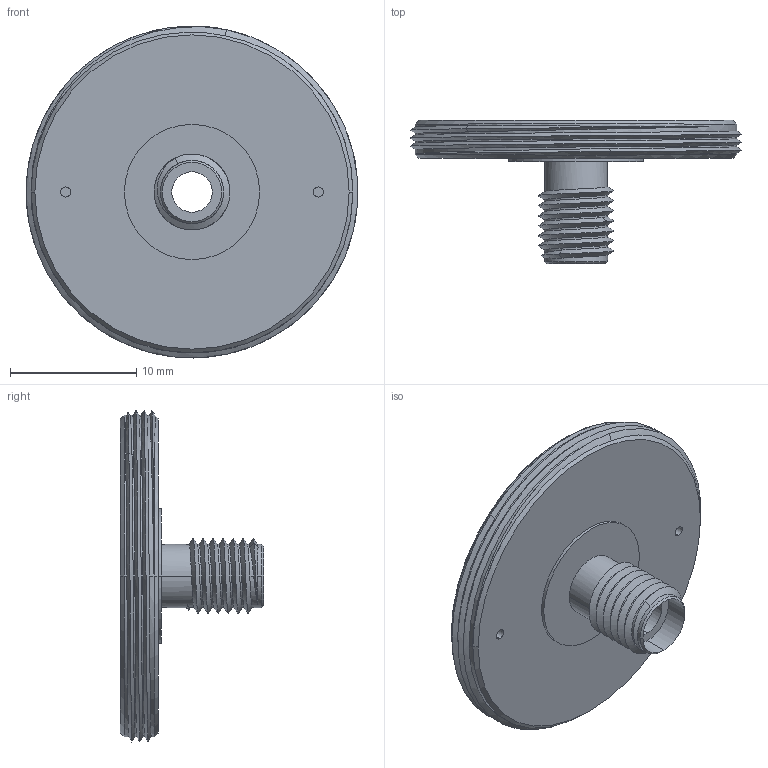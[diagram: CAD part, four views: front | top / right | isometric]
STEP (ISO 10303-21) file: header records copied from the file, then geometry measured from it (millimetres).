
FILE_DESCRIPTION((''),'2;1');
FILE_NAME('SM1-SMA_ASM','2021-01-19T',('Administrator'),(''),'CREO PARAMETRIC BY PTC INC, 2015290','CREO PARAMETRIC BY PTC INC, 2015290','');
FILE_SCHEMA(('CONFIG_CONTROL_DESIGN'));
Length unit declared in the file: millimetre
Products named in the file (3): SMA1-SMA; SMA; SM1-SMA_ASM
Assembly tree (2 placements, depth 2):
  SM1-SMA_ASM
    SMA1-SMA
    SMA
Bounding box: 26.28 x 11.35 x 26.28 mm (x, y, z)
Volume: 1611.2 mm3; surface area: 1896 mm2
Topology: 2 solids, 2 shells, 95 faces, 245 edges, 158 vertices
Faces by surface type: cylinder 45, bspline 26, cone 14, plane 10
Entity records: 6564 total; most frequent: CARTESIAN_POINT 4383, ORIENTED_EDGE 490, DIRECTION 348, EDGE_CURVE 245, VERTEX_POINT 158, AXIS2_PLACEMENT_3D 129, EDGE_LOOP 103, B_SPLINE_CURVE_WITH_KNOTS 100
